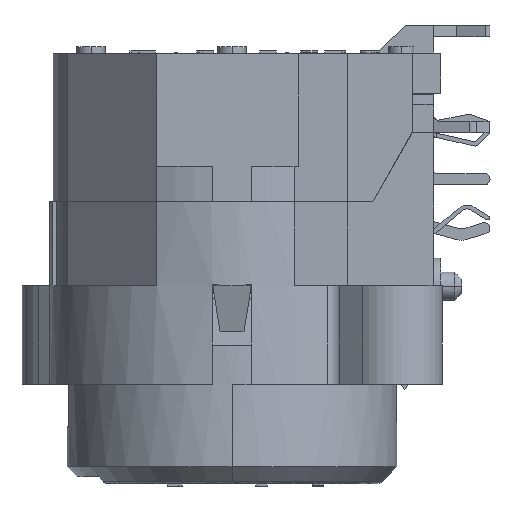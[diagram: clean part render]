
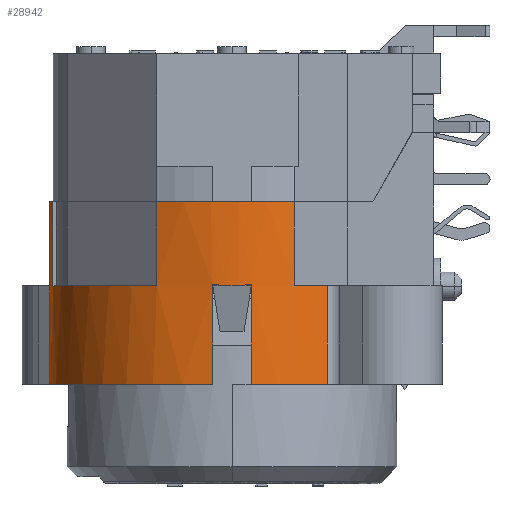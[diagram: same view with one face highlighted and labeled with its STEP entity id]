
A CAD part, left-side view. The second image highlights one B-rep face of the part: STEP entity #28942.
In plain terms, the highlighted cylindrical face has radius 12.95 mm (diameter 25.9 mm), a partial arc.
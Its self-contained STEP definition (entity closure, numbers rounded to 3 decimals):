
#23959=CARTESIAN_POINT('',(2.5,12.706,0.0));
#23960=VERTEX_POINT('',#23959);
#23967=CARTESIAN_POINT('',(-2.5,12.706,0.0));
#23968=VERTEX_POINT('',#23967);
#23969=CARTESIAN_POINT('',(0.0,0.0,0.0));
#23970=DIRECTION('',(0.0,0.0,-1.0));
#23971=DIRECTION('',(-0.193,0.981,0.0));
#23972=AXIS2_PLACEMENT_3D('',#23969,#23970,#23971);
#23973=CIRCLE('',#23972,12.95);
#23974=EDGE_CURVE('',#23968,#23960,#23973,.T.);
#23993=CARTESIAN_POINT('',(-11.8,5.335,0.0));
#23994=VERTEX_POINT('',#23993);
#24001=CARTESIAN_POINT('',(-12.18,-4.4,0.0));
#24002=VERTEX_POINT('',#24001);
#24003=CARTESIAN_POINT('',(0.0,0.0,0.0));
#24004=DIRECTION('',(0.0,0.0,1.));
#24005=DIRECTION('',(-0.911,0.412,0.0));
#24006=AXIS2_PLACEMENT_3D('',#24003,#24004,#24005);
#24007=CIRCLE('',#24006,12.95);
#24008=EDGE_CURVE('',#23994,#24002,#24007,.T.);
#28602=CARTESIAN_POINT('',(-12.877,1.375,-5.95));
#28603=VERTEX_POINT('',#28602);
#28612=CARTESIAN_POINT('',(-12.877,1.375,-12.95));
#28613=VERTEX_POINT('',#28612);
#28614=CARTESIAN_POINT('',(-12.877,1.375,-5.95));
#28615=DIRECTION('',(0.0,0.0,-1.0));
#28616=VECTOR('',#28615,7.);
#28617=LINE('',#28614,#28616);
#28618=EDGE_CURVE('',#28603,#28613,#28617,.T.);
#28793=CARTESIAN_POINT('',(-12.877,-1.375,-5.95));
#28794=VERTEX_POINT('',#28793);
#28801=CARTESIAN_POINT('',(0.0,0.0,-5.95));
#28802=DIRECTION('',(0.0,0.0,-1.));
#28803=DIRECTION('',(-0.994,-0.106,0.0));
#28804=AXIS2_PLACEMENT_3D('',#28801,#28802,#28803);
#28805=CIRCLE('',#28804,12.95);
#28806=EDGE_CURVE('',#28794,#28603,#28805,.T.);
#28836=CARTESIAN_POINT('',(0.0,0.0,0.0));
#28837=DIRECTION('',(0.0,0.0,-1.0));
#28838=DIRECTION('',(-1.0,0.0,0.0));
#28839=AXIS2_PLACEMENT_3D('',#28836,#28837,#28838);
#28840=CYLINDRICAL_SURFACE('',#28839,12.95);
#28841=ORIENTED_EDGE('',*,*,#28806,.F.);
#28842=CARTESIAN_POINT('',(-12.877,-1.375,-12.95));
#28843=VERTEX_POINT('',#28842);
#28844=CARTESIAN_POINT('',(-12.877,-1.375,-5.95));
#28845=DIRECTION('',(0.0,0.0,-1.0));
#28846=VECTOR('',#28845,7.);
#28847=LINE('',#28844,#28846);
#28848=EDGE_CURVE('',#28794,#28843,#28847,.T.);
#28849=ORIENTED_EDGE('',*,*,#28848,.T.);
#28850=CARTESIAN_POINT('',(-11.058,-6.739,-12.95));
#28851=VERTEX_POINT('',#28850);
#28852=CARTESIAN_POINT('',(0.0,0.0,-12.95));
#28853=DIRECTION('',(0.0,0.0,-1.0));
#28854=DIRECTION('',(-0.854,-0.52,0.0));
#28855=AXIS2_PLACEMENT_3D('',#28852,#28853,#28854);
#28856=CIRCLE('',#28855,12.95);
#28857=EDGE_CURVE('',#28851,#28843,#28856,.T.);
#28858=ORIENTED_EDGE('',*,*,#28857,.F.);
#28859=CARTESIAN_POINT('',(-11.058,-6.739,-5.95));
#28860=VERTEX_POINT('',#28859);
#28861=CARTESIAN_POINT('',(-11.058,-6.739,-5.95));
#28862=DIRECTION('',(0.0,0.0,-1.0));
#28863=VECTOR('',#28862,7.);
#28864=LINE('',#28861,#28863);
#28865=EDGE_CURVE('',#28860,#28851,#28864,.T.);
#28866=ORIENTED_EDGE('',*,*,#28865,.F.);
#28867=CARTESIAN_POINT('',(-12.18,-4.4,-5.95));
#28868=VERTEX_POINT('',#28867);
#28869=CARTESIAN_POINT('',(0.0,0.0,-5.95));
#28870=DIRECTION('',(0.0,0.0,-1.0));
#28871=DIRECTION('',(-0.854,-0.52,0.0));
#28872=AXIS2_PLACEMENT_3D('',#28869,#28870,#28871);
#28873=CIRCLE('',#28872,12.95);
#28874=EDGE_CURVE('',#28860,#28868,#28873,.T.);
#28875=ORIENTED_EDGE('',*,*,#28874,.T.);
#28876=CARTESIAN_POINT('',(-12.18,-4.4,0.0));
#28877=DIRECTION('',(0.0,0.0,-1.0));
#28878=VECTOR('',#28877,5.95);
#28879=LINE('',#28876,#28878);
#28880=EDGE_CURVE('',#24002,#28868,#28879,.T.);
#28881=ORIENTED_EDGE('',*,*,#28880,.F.);
#28882=ORIENTED_EDGE('',*,*,#24008,.F.);
#28883=CARTESIAN_POINT('',(-11.8,5.335,-5.95));
#28884=VERTEX_POINT('',#28883);
#28885=CARTESIAN_POINT('',(-11.8,5.335,0.0));
#28886=DIRECTION('',(0.,0.,-1.0));
#28887=VECTOR('',#28886,5.95);
#28888=LINE('',#28885,#28887);
#28889=EDGE_CURVE('',#23994,#28884,#28888,.T.);
#28890=ORIENTED_EDGE('',*,*,#28889,.T.);
#28891=CARTESIAN_POINT('',(-2.5,12.706,-5.95));
#28892=VERTEX_POINT('',#28891);
#28893=CARTESIAN_POINT('',(0.0,0.0,-5.95));
#28894=DIRECTION('',(0.0,0.0,-1.));
#28895=DIRECTION('',(-0.911,0.412,0.0));
#28896=AXIS2_PLACEMENT_3D('',#28893,#28894,#28895);
#28897=CIRCLE('',#28896,12.95);
#28898=EDGE_CURVE('',#28884,#28892,#28897,.T.);
#28899=ORIENTED_EDGE('',*,*,#28898,.T.);
#28900=CARTESIAN_POINT('',(-2.5,12.706,0.0));
#28901=DIRECTION('',(0.0,0.0,-1.0));
#28902=VECTOR('',#28901,5.95);
#28903=LINE('',#28900,#28902);
#28904=EDGE_CURVE('',#23968,#28892,#28903,.T.);
#28905=ORIENTED_EDGE('',*,*,#28904,.F.);
#28906=ORIENTED_EDGE('',*,*,#23974,.T.);
#28907=CARTESIAN_POINT('',(2.5,12.706,-5.95));
#28908=VERTEX_POINT('',#28907);
#28909=CARTESIAN_POINT('',(2.5,12.706,0.0));
#28910=DIRECTION('',(0.0,0.0,-1.0));
#28911=VECTOR('',#28910,5.95);
#28912=LINE('',#28909,#28911);
#28913=EDGE_CURVE('',#23960,#28908,#28912,.T.);
#28914=ORIENTED_EDGE('',*,*,#28913,.T.);
#28915=CARTESIAN_POINT('',(5.138,11.887,-5.95));
#28916=VERTEX_POINT('',#28915);
#28917=CARTESIAN_POINT('',(0.0,0.0,-5.95));
#28918=DIRECTION('',(0.0,0.0,-1.0));
#28919=DIRECTION('',(0.193,0.981,0.0));
#28920=AXIS2_PLACEMENT_3D('',#28917,#28918,#28919);
#28921=CIRCLE('',#28920,12.95);
#28922=EDGE_CURVE('',#28908,#28916,#28921,.T.);
#28923=ORIENTED_EDGE('',*,*,#28922,.T.);
#28924=CARTESIAN_POINT('',(5.138,11.887,-12.95));
#28925=VERTEX_POINT('',#28924);
#28926=CARTESIAN_POINT('',(5.138,11.887,-5.95));
#28927=DIRECTION('',(0.0,0.0,-1.0));
#28928=VECTOR('',#28927,7.);
#28929=LINE('',#28926,#28928);
#28930=EDGE_CURVE('',#28916,#28925,#28929,.T.);
#28931=ORIENTED_EDGE('',*,*,#28930,.T.);
#28932=CARTESIAN_POINT('',(0.0,0.0,-12.95));
#28933=DIRECTION('',(0.0,0.0,-1.));
#28934=DIRECTION('',(-0.994,0.106,0.0));
#28935=AXIS2_PLACEMENT_3D('',#28932,#28933,#28934);
#28936=CIRCLE('',#28935,12.95);
#28937=EDGE_CURVE('',#28613,#28925,#28936,.T.);
#28938=ORIENTED_EDGE('',*,*,#28937,.F.);
#28939=ORIENTED_EDGE('',*,*,#28618,.F.);
#28940=EDGE_LOOP('',(#28841,#28849,#28858,#28866,#28875,#28881,#28882,#28890,#28899,#28905,#28906,#28914,#28923,#28931,#28938,#28939));
#28941=FACE_OUTER_BOUND('',#28940,.T.);
#28942=ADVANCED_FACE('',(#28941),#28840,.T.);
